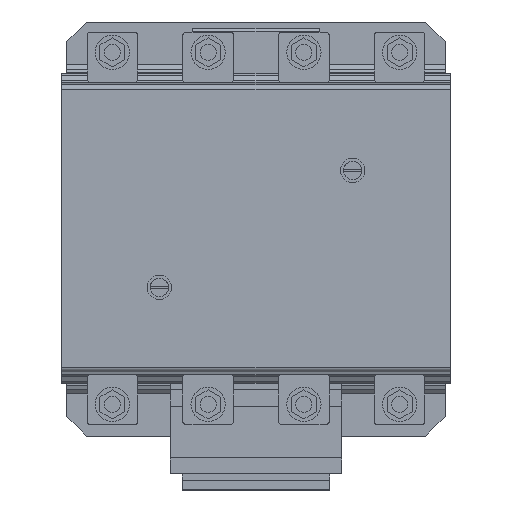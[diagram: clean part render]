
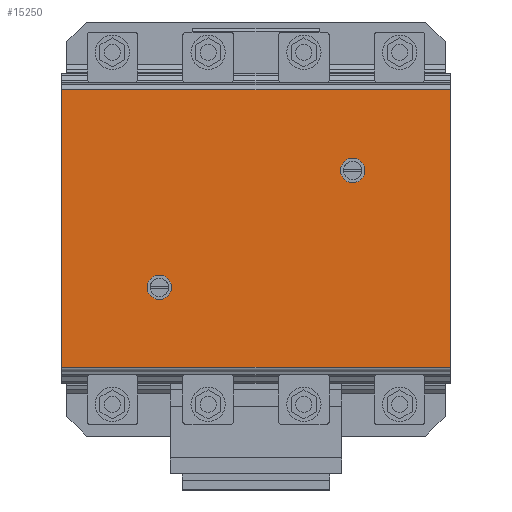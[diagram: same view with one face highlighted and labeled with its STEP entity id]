
A CAD part, top view. The second image highlights one B-rep face of the part: STEP entity #15250.
In plain terms, the highlighted planar face has unit normal (0, 0, 1).
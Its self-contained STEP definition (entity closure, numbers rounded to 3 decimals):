
#14467=CARTESIAN_POINT('',(144.166,34.74,214.722));
#14468=VERTEX_POINT('',#14467);
#14477=CARTESIAN_POINT('',(138.103,28.677,214.722));
#14478=VERTEX_POINT('',#14477);
#14479=CARTESIAN_POINT('',(144.166,28.677,214.722));
#14480=DIRECTION('',(0.0,0.0,-1.0));
#14481=DIRECTION('',(0.0,1.0,0.0));
#14482=AXIS2_PLACEMENT_3D('',#14479,#14480,#14481);
#14483=CIRCLE('',#14482,6.063);
#14484=EDGE_CURVE('',#14478,#14468,#14483,.T.);
#14486=CARTESIAN_POINT('',(144.166,22.614,214.722));
#14487=VERTEX_POINT('',#14486);
#14488=CARTESIAN_POINT('',(144.166,28.677,214.722));
#14489=DIRECTION('',(0.0,0.0,-1.0));
#14490=DIRECTION('',(0.0,1.0,0.0));
#14491=AXIS2_PLACEMENT_3D('',#14488,#14489,#14490);
#14492=CIRCLE('',#14491,6.063);
#14493=EDGE_CURVE('',#14487,#14478,#14492,.T.);
#14603=CARTESIAN_POINT('',(48.333,-23.26,214.722));
#14604=VERTEX_POINT('',#14603);
#14613=CARTESIAN_POINT('',(42.27,-29.323,214.722));
#14614=VERTEX_POINT('',#14613);
#14615=CARTESIAN_POINT('',(48.333,-29.323,214.722));
#14616=DIRECTION('',(0.0,0.0,-1.0));
#14617=DIRECTION('',(0.0,1.0,0.0));
#14618=AXIS2_PLACEMENT_3D('',#14615,#14616,#14617);
#14619=CIRCLE('',#14618,6.063);
#14620=EDGE_CURVE('',#14614,#14604,#14619,.T.);
#14622=CARTESIAN_POINT('',(48.333,-35.386,214.722));
#14623=VERTEX_POINT('',#14622);
#14624=CARTESIAN_POINT('',(48.333,-29.323,214.722));
#14625=DIRECTION('',(0.0,0.0,-1.0));
#14626=DIRECTION('',(0.0,1.0,0.0));
#14627=AXIS2_PLACEMENT_3D('',#14624,#14625,#14626);
#14628=CIRCLE('',#14627,6.063);
#14629=EDGE_CURVE('',#14623,#14614,#14628,.T.);
#14893=CARTESIAN_POINT('',(48.333,-29.323,214.722));
#14894=DIRECTION('',(0.0,0.0,-1.0));
#14895=DIRECTION('',(0.0,1.0,0.0));
#14896=AXIS2_PLACEMENT_3D('',#14893,#14894,#14895);
#14897=CIRCLE('',#14896,6.063);
#14898=EDGE_CURVE('',#14604,#14623,#14897,.T.);
#15078=CARTESIAN_POINT('',(144.166,28.677,214.722));
#15079=DIRECTION('',(0.0,0.0,-1.0));
#15080=DIRECTION('',(0.0,1.0,0.0));
#15081=AXIS2_PLACEMENT_3D('',#15078,#15079,#15080);
#15082=CIRCLE('',#15081,6.063);
#15083=EDGE_CURVE('',#14468,#14487,#15082,.T.);
#15109=CARTESIAN_POINT('',(0.0,68.849,214.722));
#15110=VERTEX_POINT('',#15109);
#15111=CARTESIAN_POINT('',(0.0,-68.848,214.722));
#15112=VERTEX_POINT('',#15111);
#15113=CARTESIAN_POINT('',(0.0,68.849,214.722));
#15114=DIRECTION('',(0.0,-1.0,0.0));
#15115=VECTOR('',#15114,137.697);
#15116=LINE('',#15113,#15115);
#15117=EDGE_CURVE('',#15110,#15112,#15116,.T.);
#15210=CARTESIAN_POINT('',(228.75,68.849,214.722));
#15211=DIRECTION('',(0.0,0.0,1.0));
#15212=DIRECTION('',(1.0,0.0,0.0));
#15213=AXIS2_PLACEMENT_3D('',#15210,#15211,#15212);
#15214=PLANE('',#15213);
#15215=CARTESIAN_POINT('',(192.5,-68.848,214.722));
#15216=VERTEX_POINT('',#15215);
#15217=CARTESIAN_POINT('',(192.5,-68.848,214.722));
#15218=DIRECTION('',(-1.0,0.0,0.0));
#15219=VECTOR('',#15218,192.5);
#15220=LINE('',#15217,#15219);
#15221=EDGE_CURVE('',#15216,#15112,#15220,.T.);
#15222=ORIENTED_EDGE('',*,*,#15221,.F.);
#15223=CARTESIAN_POINT('',(192.5,68.849,214.722));
#15224=VERTEX_POINT('',#15223);
#15225=CARTESIAN_POINT('',(192.5,68.849,214.722));
#15226=DIRECTION('',(0.0,-1.0,0.0));
#15227=VECTOR('',#15226,137.697);
#15228=LINE('',#15225,#15227);
#15229=EDGE_CURVE('',#15224,#15216,#15228,.T.);
#15230=ORIENTED_EDGE('',*,*,#15229,.F.);
#15231=CARTESIAN_POINT('',(192.5,68.849,214.722));
#15232=DIRECTION('',(-1.0,0.0,0.0));
#15233=VECTOR('',#15232,192.5);
#15234=LINE('',#15231,#15233);
#15235=EDGE_CURVE('',#15224,#15110,#15234,.T.);
#15236=ORIENTED_EDGE('',*,*,#15235,.T.);
#15237=ORIENTED_EDGE('',*,*,#15117,.T.);
#15238=EDGE_LOOP('',(#15222,#15230,#15236,#15237));
#15239=FACE_OUTER_BOUND('',#15238,.T.);
#15240=ORIENTED_EDGE('',*,*,#14620,.T.);
#15241=ORIENTED_EDGE('',*,*,#14898,.T.);
#15242=ORIENTED_EDGE('',*,*,#14629,.T.);
#15243=EDGE_LOOP('',(#15240,#15241,#15242));
#15244=FACE_BOUND('',#15243,.T.);
#15245=ORIENTED_EDGE('',*,*,#14484,.T.);
#15246=ORIENTED_EDGE('',*,*,#15083,.T.);
#15247=ORIENTED_EDGE('',*,*,#14493,.T.);
#15248=EDGE_LOOP('',(#15245,#15246,#15247));
#15249=FACE_BOUND('',#15248,.T.);
#15250=ADVANCED_FACE('',(#15239,#15244,#15249),#15214,.T.);
